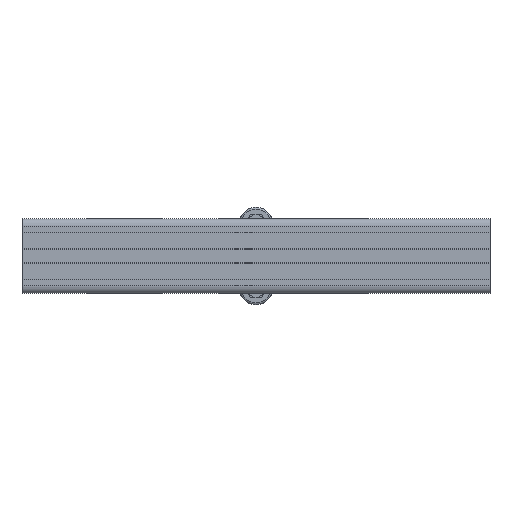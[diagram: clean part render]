
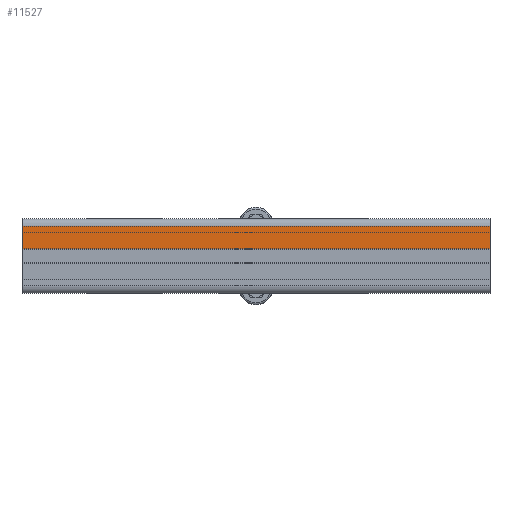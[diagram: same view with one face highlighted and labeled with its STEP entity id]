
A CAD part, left-side view. The second image highlights one B-rep face of the part: STEP entity #11527.
In plain terms, the highlighted planar face has unit normal (-1, 0, 0).
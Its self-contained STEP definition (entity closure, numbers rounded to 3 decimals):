
#1015=ORIENTED_EDGE('',*,*,#4497,.T.);
#1016=ORIENTED_EDGE('',*,*,#4498,.F.);
#1017=ORIENTED_EDGE('',*,*,#4499,.F.);
#1018=ORIENTED_EDGE('',*,*,#4494,.T.);
#4494=EDGE_CURVE('',#6236,#6235,#7412,.T.);
#4497=EDGE_CURVE('',#6235,#6238,#7415,.T.);
#4498=EDGE_CURVE('',#6239,#6238,#7416,.T.);
#4499=EDGE_CURVE('',#6236,#6239,#7417,.T.);
#6235=VERTEX_POINT('',#17061);
#6236=VERTEX_POINT('',#17063);
#6238=VERTEX_POINT('',#17069);
#6239=VERTEX_POINT('',#17071);
#7412=LINE('',#17062,#8509);
#7415=LINE('',#17068,#8512);
#7416=LINE('',#17070,#8513);
#7417=LINE('',#17072,#8514);
#8509=VECTOR('',#13501,1000.);
#8512=VECTOR('',#13506,1000.);
#8513=VECTOR('',#13507,1000.);
#8514=VECTOR('',#13508,1000.);
#9606=EDGE_LOOP('',(#1015,#1016,#1017,#1018));
#10384=FACE_BOUND('',#9606,.T.);
#11162=PLANE('',#12266);
#11527=ADVANCED_FACE('',(#10384),#11162,.F.);
#12266=AXIS2_PLACEMENT_3D('',#17067,#13504,#13505);
#13501=DIRECTION('',(0.,-1.,0.));
#13504=DIRECTION('',(1.,0.,0.));
#13505=DIRECTION('',(0.,0.,-1.));
#13506=DIRECTION('',(0.,0.,1.));
#13507=DIRECTION('',(0.,-1.,0.));
#13508=DIRECTION('',(0.,0.,1.));
#17061=CARTESIAN_POINT('',(-20.,0.,4.));
#17062=CARTESIAN_POINT('',(-20.,250.,4.));
#17063=CARTESIAN_POINT('',(-20.,250.,4.));
#17067=CARTESIAN_POINT('',(-20.,250.,4.));
#17068=CARTESIAN_POINT('',(-20.,0.,4.));
#17069=CARTESIAN_POINT('',(-20.,0.,16.));
#17070=CARTESIAN_POINT('',(-20.,250.,16.));
#17071=CARTESIAN_POINT('',(-20.,250.,16.));
#17072=CARTESIAN_POINT('',(-20.,250.,4.));
